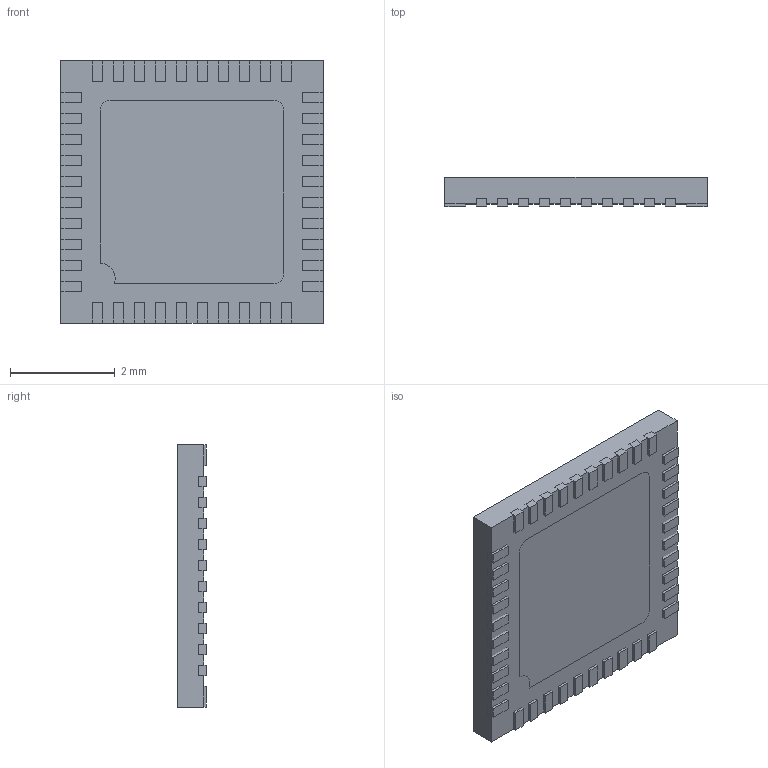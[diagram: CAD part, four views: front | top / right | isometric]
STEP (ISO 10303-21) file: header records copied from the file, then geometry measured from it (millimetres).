
FILE_DESCRIPTION (( 'STEP AP214' ), '1' );
FILE_NAME ('MAX17082GTL+T.STEP', '2022-09-19T10:35:40', ( '' ), ( '' ), 'SwSTEP 2.0', 'SolidWorks 2018', '' );
FILE_SCHEMA (( 'AUTOMOTIVE_DESIGN' ));
Length unit declared in the file: millimetre
Products named in the file (1): MAX17082GTL+T
Bounding box: 5 x 0.55 x 5 mm (x, y, z)
Volume: 12.7 mm3; surface area: 62.5 mm2
Topology: 1 solids, 1 shells, 210 faces, 654 edges, 448 vertices
Faces by surface type: plane 208, cylinder 2
Entity records: 9518 total; most frequent: CARTESIAN_POINT 1313, ORIENTED_EDGE 1308, DIRECTION 1084, EDGE_CURVE 654, LINE 646, VECTOR 646, VERTEX_POINT 448, AXIS2_PLACEMENT_3D 219
